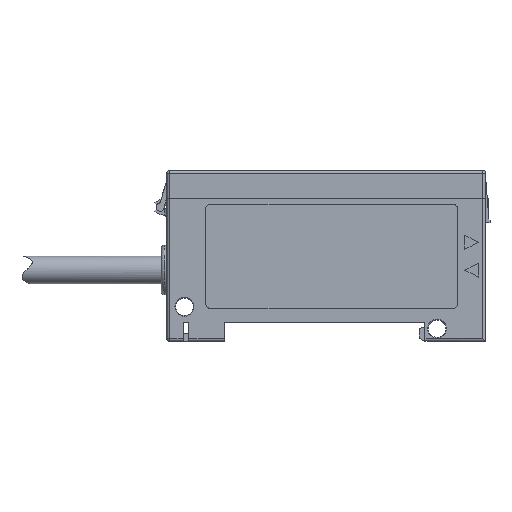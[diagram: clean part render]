
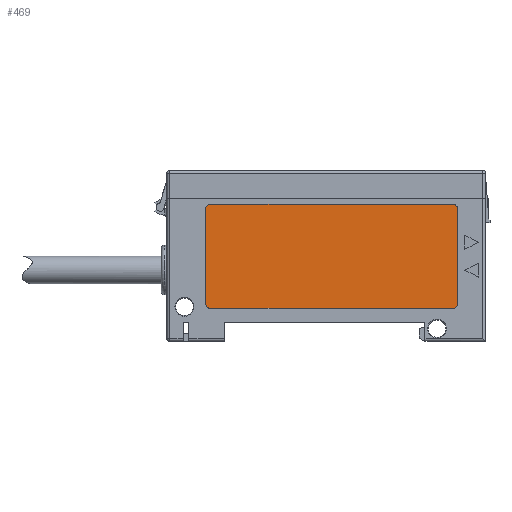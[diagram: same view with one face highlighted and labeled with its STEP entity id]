
A CAD part, top view. The second image highlights one B-rep face of the part: STEP entity #469.
In plain terms, the highlighted planar face has unit normal (0, 0, 1).
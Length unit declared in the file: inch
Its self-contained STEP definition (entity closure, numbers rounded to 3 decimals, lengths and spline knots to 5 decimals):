
#145 = CARTESIAN_POINT ( 'NONE',  ( 0.3156, 0.2362, 0.39345 ) ) ;
#224 = CIRCLE ( 'NONE', #3126, 0.04 ) ;
#315 = CIRCLE ( 'NONE', #445, 0.04 ) ;
#373 = CARTESIAN_POINT ( 'NONE',  ( 0.3156, 0.9842, 0.39345 ) ) ;
#445 = AXIS2_PLACEMENT_3D ( 'NONE', #4606, #3043, #1464 ) ;
#469 = ADVANCED_FACE ( 'NONE', ( #4539 ), #2936, .T. ) ;
#484 = CARTESIAN_POINT ( 'NONE',  ( 2.0466, 0.9842, 0.39345 ) ) ;
#496 = CARTESIAN_POINT ( 'NONE',  ( 2.0466, 0.2362, 0.39345 ) ) ;
#513 = EDGE_CURVE ( 'NONE', #760, #2196, #2054, .T. ) ;
#521 = DIRECTION ( 'NONE',  ( -1., 0., 0. ) ) ;
#542 = VERTEX_POINT ( 'NONE', #3827 ) ;
#667 = EDGE_CURVE ( 'NONE', #2608, #789, #224, .T. ) ;
#704 = CARTESIAN_POINT ( 'NONE',  ( 0.2756, 0.2762, 0.39345 ) ) ;
#721 = VECTOR ( 'NONE', #979, 39.37008 ) ;
#760 = VERTEX_POINT ( 'NONE', #704 ) ;
#789 = VERTEX_POINT ( 'NONE', #1531 ) ;
#969 = DIRECTION ( 'NONE',  ( 1., 0., 0. ) ) ;
#979 = DIRECTION ( 'NONE',  ( 0., 1., 0. ) ) ;
#1398 = DIRECTION ( 'NONE',  ( 1., 0., 0. ) ) ;
#1418 = DIRECTION ( 'NONE',  ( 0., 0., 1. ) ) ;
#1464 = DIRECTION ( 'NONE',  ( 1., 0., 0. ) ) ;
#1529 = LINE ( 'NONE', #4125, #2383 ) ;
#1531 = CARTESIAN_POINT ( 'NONE',  ( 2.0866, 0.2762, 0.39345 ) ) ;
#1692 = LINE ( 'NONE', #373, #5087 ) ;
#1730 = ORIENTED_EDGE ( 'NONE', *, *, #667, .T. ) ;
#1819 = CARTESIAN_POINT ( 'NONE',  ( 0.3156, 0.2762, 0.39345 ) ) ;
#1887 = ORIENTED_EDGE ( 'NONE', *, *, #3839, .T. ) ;
#2054 = CIRCLE ( 'NONE', #3094, 0.04 ) ;
#2117 = CARTESIAN_POINT ( 'NONE',  ( 0.2756, 0.9442, 0.39345 ) ) ;
#2157 = DIRECTION ( 'NONE',  ( 1., 0., 0. ) ) ;
#2196 = VERTEX_POINT ( 'NONE', #145 ) ;
#2198 = DIRECTION ( 'NONE',  ( 0., 0., 1. ) ) ;
#2252 = VERTEX_POINT ( 'NONE', #2117 ) ;
#2256 = CARTESIAN_POINT ( 'NONE',  ( 2.0466, 0.2762, 0.39345 ) ) ;
#2276 = CARTESIAN_POINT ( 'NONE',  ( 0.3156, 0.9842, 0.39345 ) ) ;
#2383 = VECTOR ( 'NONE', #969, 39.37008 ) ;
#2445 = LINE ( 'NONE', #4119, #721 ) ;
#2572 = VECTOR ( 'NONE', #4022, 39.37008 ) ;
#2608 = VERTEX_POINT ( 'NONE', #496 ) ;
#2667 = ORIENTED_EDGE ( 'NONE', *, *, #2977, .T. ) ;
#2829 = AXIS2_PLACEMENT_3D ( 'NONE', #4573, #2198, #1398 ) ;
#2834 = ORIENTED_EDGE ( 'NONE', *, *, #3999, .T. ) ;
#2936 = PLANE ( 'NONE',  #2829 ) ;
#2975 = ORIENTED_EDGE ( 'NONE', *, *, #5042, .T. ) ;
#2977 = EDGE_CURVE ( 'NONE', #542, #3379, #315, .T. ) ;
#3043 = DIRECTION ( 'NONE',  ( 0., 0., 1. ) ) ;
#3094 = AXIS2_PLACEMENT_3D ( 'NONE', #1819, #3409, #2157 ) ;
#3126 = AXIS2_PLACEMENT_3D ( 'NONE', #2256, #5052, #4301 ) ;
#3143 = AXIS2_PLACEMENT_3D ( 'NONE', #4989, #1418, #4187 ) ;
#3283 = ORIENTED_EDGE ( 'NONE', *, *, #3316, .T. ) ;
#3316 = EDGE_CURVE ( 'NONE', #2252, #760, #3646, .T. ) ;
#3379 = VERTEX_POINT ( 'NONE', #484 ) ;
#3409 = DIRECTION ( 'NONE',  ( 0., 0., 1. ) ) ;
#3601 = EDGE_CURVE ( 'NONE', #2196, #2608, #1529, .T. ) ;
#3646 = LINE ( 'NONE', #4398, #2572 ) ;
#3692 = VERTEX_POINT ( 'NONE', #2276 ) ;
#3827 = CARTESIAN_POINT ( 'NONE',  ( 2.0866, 0.9442, 0.39345 ) ) ;
#3839 = EDGE_CURVE ( 'NONE', #789, #542, #2445, .T. ) ;
#3999 = EDGE_CURVE ( 'NONE', #3692, #2252, #5102, .T. ) ;
#4022 = DIRECTION ( 'NONE',  ( 0., -1., 0. ) ) ;
#4119 = CARTESIAN_POINT ( 'NONE',  ( 2.0866, 0.2762, 0.39345 ) ) ;
#4125 = CARTESIAN_POINT ( 'NONE',  ( 0.3156, 0.2362, 0.39345 ) ) ;
#4128 = EDGE_LOOP ( 'NONE', ( #4771, #4174, #1730, #1887, #2667, #2975, #2834, #3283 ) ) ;
#4174 = ORIENTED_EDGE ( 'NONE', *, *, #3601, .T. ) ;
#4187 = DIRECTION ( 'NONE',  ( 1., 0., 0. ) ) ;
#4301 = DIRECTION ( 'NONE',  ( 1., 0., 0. ) ) ;
#4398 = CARTESIAN_POINT ( 'NONE',  ( 0.2756, 0.2762, 0.39345 ) ) ;
#4539 = FACE_OUTER_BOUND ( 'NONE', #4128, .T. ) ;
#4573 = CARTESIAN_POINT ( 'NONE',  ( 0.3156, 0.2762, 0.39345 ) ) ;
#4606 = CARTESIAN_POINT ( 'NONE',  ( 2.0466, 0.9442, 0.39345 ) ) ;
#4771 = ORIENTED_EDGE ( 'NONE', *, *, #513, .T. ) ;
#4989 = CARTESIAN_POINT ( 'NONE',  ( 0.3156, 0.9442, 0.39345 ) ) ;
#5042 = EDGE_CURVE ( 'NONE', #3379, #3692, #1692, .T. ) ;
#5052 = DIRECTION ( 'NONE',  ( 0., 0., 1. ) ) ;
#5087 = VECTOR ( 'NONE', #521, 39.37008 ) ;
#5102 = CIRCLE ( 'NONE', #3143, 0.04 ) ;
